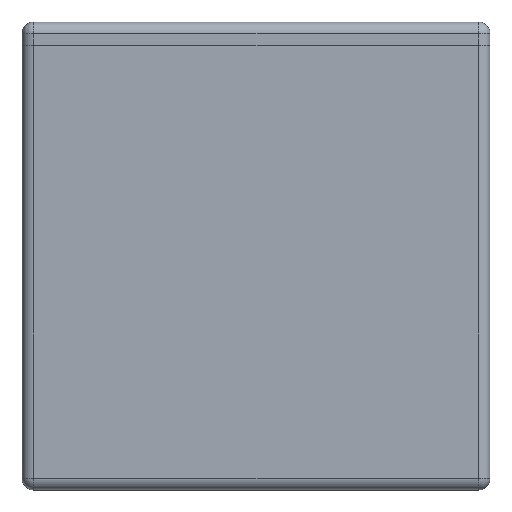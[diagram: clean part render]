
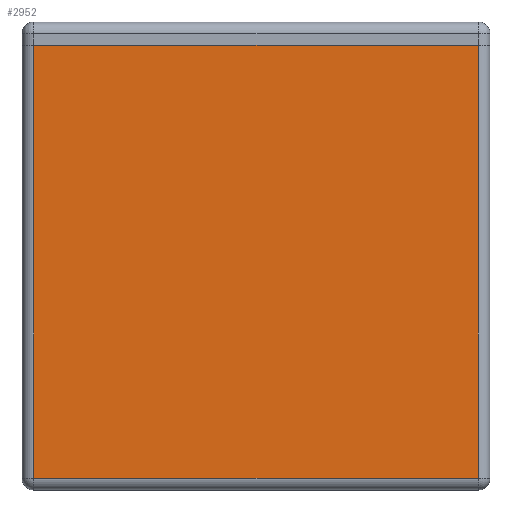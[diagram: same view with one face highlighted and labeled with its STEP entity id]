
A CAD part, left-side view. The second image highlights one B-rep face of the part: STEP entity #2952.
In plain terms, the highlighted planar face has unit normal (-1, 0, 0).
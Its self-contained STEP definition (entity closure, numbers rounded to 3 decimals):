
#225=FACE_OUTER_BOUND('',#398,.T.);
#398=EDGE_LOOP('',(#2155,#2156,#2157,#2158));
#580=LINE('',#4261,#933);
#655=LINE('',#4464,#1008);
#665=LINE('',#4493,#1018);
#666=LINE('',#4494,#1019);
#933=VECTOR('',#3407,1.);
#1008=VECTOR('',#3592,1.);
#1018=VECTOR('',#3630,1.);
#1019=VECTOR('',#3631,1.);
#1284=VERTEX_POINT('',#4258);
#1285=VERTEX_POINT('',#4260);
#1357=VERTEX_POINT('',#4460);
#1358=VERTEX_POINT('',#4462);
#1557=EDGE_CURVE('',#1284,#1285,#580,.T.);
#1658=EDGE_CURVE('',#1357,#1358,#655,.T.);
#1674=EDGE_CURVE('',#1357,#1284,#665,.T.);
#1675=EDGE_CURVE('',#1358,#1285,#666,.T.);
#2155=ORIENTED_EDGE('',*,*,#1557,.F.);
#2156=ORIENTED_EDGE('',*,*,#1674,.F.);
#2157=ORIENTED_EDGE('',*,*,#1658,.T.);
#2158=ORIENTED_EDGE('',*,*,#1675,.T.);
#2811=PLANE('',#3193);
#2952=ADVANCED_FACE('',(#225),#2811,.T.);
#3193=AXIS2_PLACEMENT_3D('',#4492,#3628,#3629);
#3407=DIRECTION('',(0.,-1.,0.));
#3592=DIRECTION('',(0.,-1.,0.));
#3628=DIRECTION('center_axis',(-1.,0.,0.));
#3629=DIRECTION('ref_axis',(0.,0.,-1.));
#3630=DIRECTION('',(0.,0.,1.));
#3631=DIRECTION('',(0.,0.,1.));
#4258=CARTESIAN_POINT('',(-20.,19.,38.));
#4260=CARTESIAN_POINT('',(-20.,-19.,38.));
#4261=CARTESIAN_POINT('',(-20.,20.,38.));
#4460=CARTESIAN_POINT('',(-20.,19.,1.));
#4462=CARTESIAN_POINT('',(-20.,-19.,1.));
#4464=CARTESIAN_POINT('',(-20.,20.,1.));
#4492=CARTESIAN_POINT('Origin',(-20.,0.,21.));
#4493=CARTESIAN_POINT('',(-20.,19.,0.));
#4494=CARTESIAN_POINT('',(-20.,-19.,0.));
